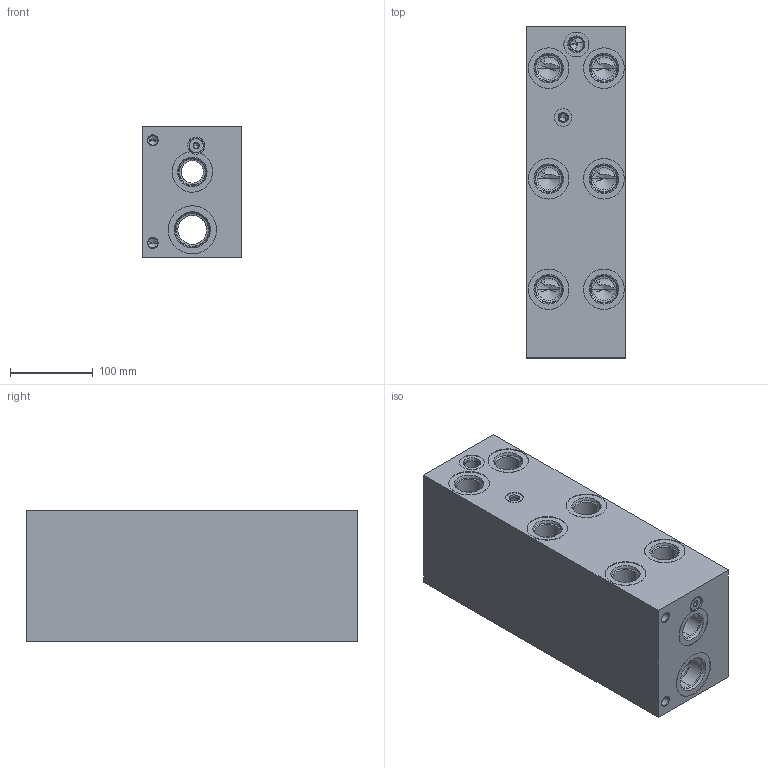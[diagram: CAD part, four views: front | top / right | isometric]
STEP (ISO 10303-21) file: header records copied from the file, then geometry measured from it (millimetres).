
FILE_DESCRIPTION((''),'2;1');
FILE_NAME('VLW_ASM','2023-08-29T',('ProEService'),(''),'PRO/ENGINEER BY PARAMETRIC TECHNOLOGY CORPORATION, 2014200','PRO/ENGINEER BY PARAMETRIC TECHNOLOGY CORPORATION, 2014200','');
FILE_SCHEMA(('CONFIG_CONTROL_DESIGN'));
Length unit declared in the file: inch
Products named in the file (3): 153-234-002; A330-006-006; VLW_ASM
Assembly tree (3 placements, depth 2):
  VLW_ASM
    153-234-002
    A330-006-006  x2
Bounding box: 119.86 x 400.05 x 157.96 mm (x, y, z)
Volume: 6118461.5 mm3; surface area: 474821.6 mm2
Topology: 3 solids, 3 shells, 516 faces, 1762 edges, 1437 vertices
Faces by surface type: cone 265, cylinder 193, plane 52, torus 6
Entity records: 19112 total; most frequent: CARTESIAN_POINT 5365, DIRECTION 2978, ORIENTED_EDGE 2500, EDGE_CURVE 1250, AXIS2_PLACEMENT_3D 1072, VECTOR 834, LINE 834, VERTEX_POINT 808
